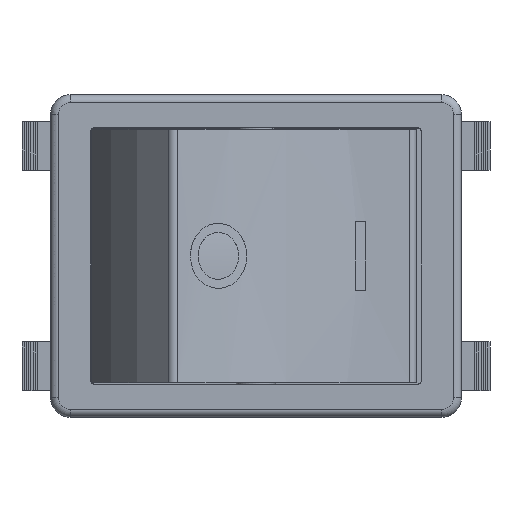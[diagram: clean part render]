
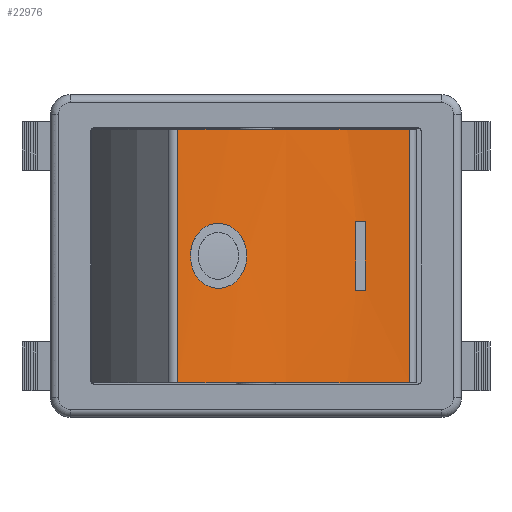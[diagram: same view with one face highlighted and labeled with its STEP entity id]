
A CAD part, top view. The second image highlights one B-rep face of the part: STEP entity #22976.
In plain terms, the highlighted cylindrical face has radius 28.263 mm (diameter 56.525 mm), a partial arc.
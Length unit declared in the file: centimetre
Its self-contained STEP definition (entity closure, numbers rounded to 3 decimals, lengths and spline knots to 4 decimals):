
#423=B_SPLINE_CURVE_WITH_KNOTS('',3,(#30493,#30494,#30495,#30496,#30497,
#30498,#30499,#30500,#30501,#30502,#30503,#30504,#30505,#30506,#30507,#30508,
#30509,#30510),.UNSPECIFIED.,.F.,.F.,(4,2,2,2,2,2,2,2,4),(0.,0.0941,
0.1881,0.2838,0.3795,0.4766,
0.5737,0.6679,0.7621),.UNSPECIFIED.);
#424=B_SPLINE_CURVE_WITH_KNOTS('',3,(#30511,#30512,#30513,#30514,#30515,
#30516,#30517,#30518,#30519,#30520,#30521,#30522,#30523,#30524,#30525,#30526,
#30527,#30528),.UNSPECIFIED.,.F.,.F.,(4,2,2,2,2,2,2,2,4),(0.7621,
0.8563,0.9505,1.0476,1.1448,1.2404,
1.3361,1.4302,1.5242),.UNSPECIFIED.);
#1227=CYLINDRICAL_SURFACE('',#24312,2.8263);
#1314=FACE_BOUND('',#2804,.T.);
#1315=FACE_BOUND('',#2805,.T.);
#1509=FACE_OUTER_BOUND('',#2803,.T.);
#2803=EDGE_LOOP('',(#15495,#15496,#15497,#15498));
#2804=EDGE_LOOP('',(#15499,#15500,#15501,#15502));
#2805=EDGE_LOOP('',(#15503,#15504));
#4136=CIRCLE('',#24292,2.8263);
#4142=CIRCLE('',#24304,2.8263);
#4144=CIRCLE('',#24309,2.8263);
#4146=CIRCLE('',#24313,2.8263);
#4458=LINE('',#30337,#6956);
#4466=LINE('',#30368,#6964);
#4472=LINE('',#30541,#6970);
#4475=LINE('',#30547,#6973);
#6956=VECTOR('',#25639,1.);
#6964=VECTOR('',#25669,1.);
#6970=VECTOR('',#25693,1.);
#6973=VECTOR('',#25698,1.);
#9415=VERTEX_POINT('',#30334);
#9416=VERTEX_POINT('',#30336);
#9420=VERTEX_POINT('',#30348);
#9427=VERTEX_POINT('',#30364);
#9436=VERTEX_POINT('',#30491);
#9437=VERTEX_POINT('',#30492);
#9438=VERTEX_POINT('',#30531);
#9439=VERTEX_POINT('',#30532);
#9442=VERTEX_POINT('',#30540);
#9444=VERTEX_POINT('',#30546);
#11799=EDGE_CURVE('',#9415,#9416,#4458,.T.);
#11805=EDGE_CURVE('',#9420,#9416,#4136,.T.);
#11815=EDGE_CURVE('',#9420,#9427,#4466,.T.);
#11825=EDGE_CURVE('',#9436,#9437,#423,.T.);
#11826=EDGE_CURVE('',#9437,#9436,#424,.T.);
#11828=EDGE_CURVE('',#9438,#9439,#4142,.T.);
#11832=EDGE_CURVE('',#9439,#9442,#4472,.T.);
#11835=EDGE_CURVE('',#9444,#9438,#4475,.T.);
#11838=EDGE_CURVE('',#9442,#9444,#4144,.T.);
#11840=EDGE_CURVE('',#9415,#9427,#4146,.T.);
#15495=ORIENTED_EDGE('',*,*,#11799,.F.);
#15496=ORIENTED_EDGE('',*,*,#11840,.T.);
#15497=ORIENTED_EDGE('',*,*,#11815,.F.);
#15498=ORIENTED_EDGE('',*,*,#11805,.T.);
#15499=ORIENTED_EDGE('',*,*,#11828,.T.);
#15500=ORIENTED_EDGE('',*,*,#11832,.T.);
#15501=ORIENTED_EDGE('',*,*,#11838,.T.);
#15502=ORIENTED_EDGE('',*,*,#11835,.T.);
#15503=ORIENTED_EDGE('',*,*,#11825,.T.);
#15504=ORIENTED_EDGE('',*,*,#11826,.T.);
#22976=ADVANCED_FACE('',(#1509,#1314,#1315),#1227,.F.);
#24292=AXIS2_PLACEMENT_3D('',#30349,#25652,#25653);
#24304=AXIS2_PLACEMENT_3D('',#30533,#25685,#25686);
#24309=AXIS2_PLACEMENT_3D('',#30552,#25703,#25704);
#24312=AXIS2_PLACEMENT_3D('',#30555,#25709,#25710);
#24313=AXIS2_PLACEMENT_3D('',#30556,#25711,#25712);
#25639=DIRECTION('',(0.,1.,0.));
#25652=DIRECTION('center_axis',(0.,1.,0.));
#25653=DIRECTION('ref_axis',(0.65,0.,0.76));
#25669=DIRECTION('',(0.,-1.,0.));
#25685=DIRECTION('center_axis',(0.,-1.,0.));
#25686=DIRECTION('ref_axis',(0.65,0.,0.76));
#25693=DIRECTION('',(0.,-1.,0.));
#25698=DIRECTION('',(0.,1.,0.));
#25703=DIRECTION('center_axis',(0.,1.,0.));
#25704=DIRECTION('ref_axis',(0.65,0.,0.76));
#25709=DIRECTION('center_axis',(0.,-1.,0.));
#25710=DIRECTION('ref_axis',(0.65,0.,0.76));
#25711=DIRECTION('center_axis',(0.,-1.,0.));
#25712=DIRECTION('ref_axis',(0.65,0.,0.76));
#30334=CARTESIAN_POINT('',(-0.6028,-0.975,2.5982));
#30336=CARTESIAN_POINT('',(-0.6028,0.975,2.5982));
#30337=CARTESIAN_POINT('',(-0.6028,0.,2.5982));
#30348=CARTESIAN_POINT('',(1.1825,0.975,1.9484));
#30349=CARTESIAN_POINT('Origin',(1.2002,0.975,4.7746));
#30364=CARTESIAN_POINT('',(1.1825,-0.975,1.9484));
#30368=CARTESIAN_POINT('',(1.1825,0.,1.9484));
#30491=CARTESIAN_POINT('',(-0.07,0.0001,2.2499));
#30492=CARTESIAN_POINT('',(-0.5039,0.0001,2.5199));
#30493=CARTESIAN_POINT('Ctrl Pts',(-0.07,0.0001,
2.2499));
#30494=CARTESIAN_POINT('Ctrl Pts',(-0.07,-0.0313,
2.2499));
#30495=CARTESIAN_POINT('Ctrl Pts',(-0.0757,-0.0647,
2.2527));
#30496=CARTESIAN_POINT('Ctrl Pts',(-0.0985,-0.1261,
2.2644));
#30497=CARTESIAN_POINT('Ctrl Pts',(-0.1156,-0.1542,
2.2733));
#30498=CARTESIAN_POINT('Ctrl Pts',(-0.1551,-0.1988,
2.2944));
#30499=CARTESIAN_POINT('Ctrl Pts',(-0.1802,-0.2181,
2.3082));
#30500=CARTESIAN_POINT('Ctrl Pts',(-0.2346,-0.2437,
2.3395));
#30501=CARTESIAN_POINT('Ctrl Pts',(-0.2639,-0.2499,
2.357));
#30502=CARTESIAN_POINT('Ctrl Pts',(-0.3185,-0.2499,
2.3909));
#30503=CARTESIAN_POINT('Ctrl Pts',(-0.3475,-0.2435,
2.4096));
#30504=CARTESIAN_POINT('Ctrl Pts',(-0.4005,-0.2177,
2.4451));
#30505=CARTESIAN_POINT('Ctrl Pts',(-0.4244,-0.1982,
2.4619));
#30506=CARTESIAN_POINT('Ctrl Pts',(-0.4616,-0.1537,
2.4884));
#30507=CARTESIAN_POINT('Ctrl Pts',(-0.4775,-0.1259,
2.5002));
#30508=CARTESIAN_POINT('Ctrl Pts',(-0.4986,-0.0647,
2.5159));
#30509=CARTESIAN_POINT('Ctrl Pts',(-0.5039,-0.0313,
2.5199));
#30510=CARTESIAN_POINT('Ctrl Pts',(-0.5039,0.0001,
2.5199));
#30511=CARTESIAN_POINT('Ctrl Pts',(-0.5039,0.0001,
2.5199));
#30512=CARTESIAN_POINT('Ctrl Pts',(-0.5039,0.0315,
2.5199));
#30513=CARTESIAN_POINT('Ctrl Pts',(-0.4986,0.0649,
2.5159));
#30514=CARTESIAN_POINT('Ctrl Pts',(-0.4775,0.1261,
2.5002));
#30515=CARTESIAN_POINT('Ctrl Pts',(-0.4616,0.1539,
2.4884));
#30516=CARTESIAN_POINT('Ctrl Pts',(-0.4244,0.1984,
2.4619));
#30517=CARTESIAN_POINT('Ctrl Pts',(-0.4005,0.2179,
2.4451));
#30518=CARTESIAN_POINT('Ctrl Pts',(-0.3475,0.2437,
2.4096));
#30519=CARTESIAN_POINT('Ctrl Pts',(-0.3185,0.2501,
2.3909));
#30520=CARTESIAN_POINT('Ctrl Pts',(-0.2639,0.2501,
2.357));
#30521=CARTESIAN_POINT('Ctrl Pts',(-0.2346,0.2439,
2.3395));
#30522=CARTESIAN_POINT('Ctrl Pts',(-0.1802,0.2183,
2.3082));
#30523=CARTESIAN_POINT('Ctrl Pts',(-0.1551,0.1989,
2.2944));
#30524=CARTESIAN_POINT('Ctrl Pts',(-0.1156,0.1543,
2.2733));
#30525=CARTESIAN_POINT('Ctrl Pts',(-0.0985,0.1263,
2.2644));
#30526=CARTESIAN_POINT('Ctrl Pts',(-0.0757,0.0649,
2.2527));
#30527=CARTESIAN_POINT('Ctrl Pts',(-0.07,0.0314,
2.2499));
#30528=CARTESIAN_POINT('Ctrl Pts',(-0.07,0.0001,
2.2499));
#30531=CARTESIAN_POINT('',(0.7688,0.2651,1.9815));
#30532=CARTESIAN_POINT('',(0.8396,0.2651,1.9715));
#30533=CARTESIAN_POINT('Origin',(1.2002,0.2651,4.7746));
#30540=CARTESIAN_POINT('',(0.8396,-0.2649,1.9715));
#30541=CARTESIAN_POINT('',(0.8396,0.,1.9715));
#30546=CARTESIAN_POINT('',(0.7688,-0.2649,1.9815));
#30547=CARTESIAN_POINT('',(0.7688,0.,1.9815));
#30552=CARTESIAN_POINT('Origin',(1.2002,-0.2649,4.7746));
#30555=CARTESIAN_POINT('Origin',(1.2002,0.,
4.7746));
#30556=CARTESIAN_POINT('Origin',(1.2002,-0.975,4.7746));
